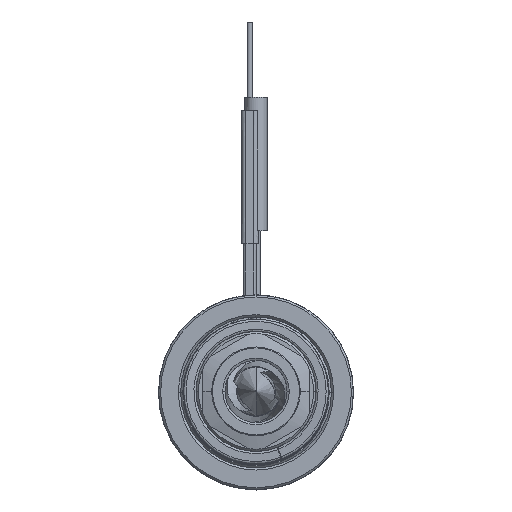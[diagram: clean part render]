
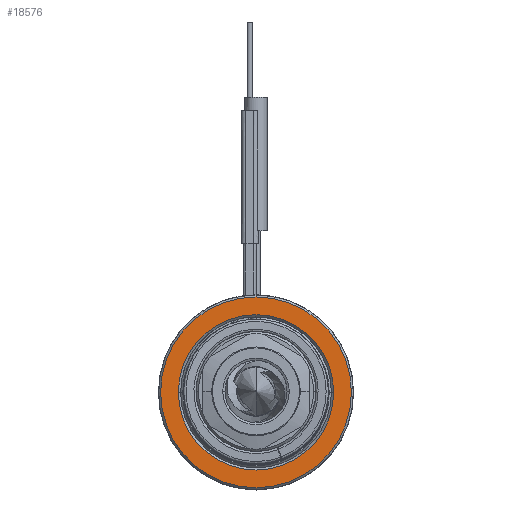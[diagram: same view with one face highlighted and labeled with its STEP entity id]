
A CAD part, top view. The second image highlights one B-rep face of the part: STEP entity #18576.
In plain terms, the highlighted planar face has unit normal (0, 0, 1).
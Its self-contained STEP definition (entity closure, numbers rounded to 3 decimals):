
#6970=CARTESIAN_POINT('',(0.,0.,40.));
#6971=DIRECTION('',(0.,0.,-1.));
#6972=DIRECTION('',(-1.,0.,0.));
#6973=AXIS2_PLACEMENT_3D('',#6970,#6971,#6972);
#6984=CARTESIAN_POINT('',(0.,0.,
40.));
#6985=DIRECTION('',(0.,0.,-1.));
#6986=DIRECTION('',(1.,0.,0.));
#6987=AXIS2_PLACEMENT_3D('',#6984,#6985,#6986);
#6998=CARTESIAN_POINT('',(0.,0.,
40.));
#6999=DIRECTION('',(0.,0.,-1.));
#7000=DIRECTION('',(1.,0.,0.));
#7001=AXIS2_PLACEMENT_3D('',#6998,#6999,#7000);
#7012=CARTESIAN_POINT('',(0.,0.,
40.));
#7013=DIRECTION('',(0.,0.,-1.));
#7014=DIRECTION('',(-1.,0.,0.));
#7015=AXIS2_PLACEMENT_3D('',#7012,#7013,#7014);
#7204=CARTESIAN_POINT('',(21.5,0.,40.));
#7205=CARTESIAN_POINT('',(-21.5,0.,40.));
#7206=VERTEX_POINT('',#7204);
#7207=VERTEX_POINT('',#7205);
#7208=CARTESIAN_POINT('',(17.5,0.,40.));
#7209=CARTESIAN_POINT('',(-17.5,0.,40.));
#7210=VERTEX_POINT('',#7208);
#7211=VERTEX_POINT('',#7209);
#18561=CARTESIAN_POINT('',(0.,0.,40.));
#18562=DIRECTION('',(0.,0.,1.));
#18563=DIRECTION('',(-1.,0.,0.));
#18564=AXIS2_PLACEMENT_3D('',#18561,#18562,#18563);
#18565=PLANE('',#18564);
#18566=ORIENTED_EDGE('',*,*,#18543,.T.);
#18567=ORIENTED_EDGE('',*,*,#18528,.T.);
#18568=EDGE_LOOP('',(#18566,#18567));
#18569=FACE_OUTER_BOUND('',#18568,.F.);
#18571=ORIENTED_EDGE('',*,*,#18570,.F.);
#18573=ORIENTED_EDGE('',*,*,#18572,.F.);
#18574=EDGE_LOOP('',(#18571,#18573));
#18575=FACE_BOUND('',#18574,.F.);
#6974=CIRCLE('',#6973,21.5);
#6988=CIRCLE('',#6987,21.5);
#7002=CIRCLE('',#7001,17.5);
#7016=CIRCLE('',#7015,17.5);
#18528=EDGE_CURVE('',#7207,#7206,#6974,.T.);
#18543=EDGE_CURVE('',#7206,#7207,#6988,.T.);
#18570=EDGE_CURVE('',#7210,#7211,#7002,.T.);
#18572=EDGE_CURVE('',#7211,#7210,#7016,.T.);
#18576=ADVANCED_FACE('',(#18569,#18575),#18565,.T.);
